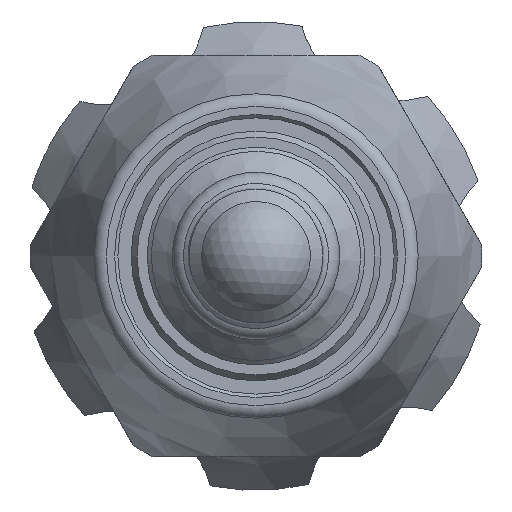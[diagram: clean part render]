
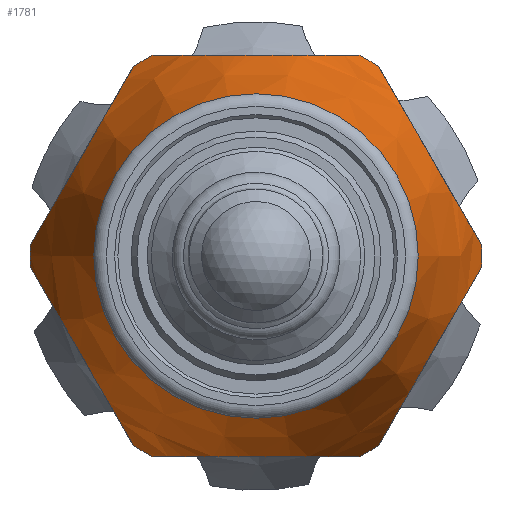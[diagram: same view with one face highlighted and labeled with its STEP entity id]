
A CAD part, front view. The second image highlights one B-rep face of the part: STEP entity #1781.
In plain terms, the highlighted conical face has half-angle 20 degrees and reference radius 11.492 mm.
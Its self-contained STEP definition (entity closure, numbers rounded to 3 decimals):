
#1042=CARTESIAN_POINT('',(6.151,15.148,-12.));
#1043=VERTEX_POINT('',#1042);
#1050=CARTESIAN_POINT('',(-6.151,15.148,-12.));
#1051=VERTEX_POINT('',#1050);
#1052=CARTESIAN_POINT('',(6.151,15.148,-12.));
#1053=CARTESIAN_POINT('',(0.,7.439,-12.));
#1054=CARTESIAN_POINT('',(-6.151,15.148,-12.));
#1062=(BOUNDED_CURVE()B_SPLINE_CURVE(2,(#1052,#1053,#1054),.UNSPECIFIED.,.F.,.U.)B_SPLINE_CURVE_WITH_KNOTS((3,3),(0.0,1.476),.UNSPECIFIED.)CURVE()GEOMETRIC_REPRESENTATION_ITEM()RATIONAL_B_SPLINE_CURVE((1.0,1.124,1.0))REPRESENTATION_ITEM(''));
#1063=EDGE_CURVE('',#1043,#1051,#1062,.T.);
#1536=CARTESIAN_POINT('',(13.468,15.148,-0.673));
#1537=VERTEX_POINT('',#1536);
#1544=CARTESIAN_POINT('',(7.317,15.148,-11.327));
#1545=VERTEX_POINT('',#1544);
#1546=CARTESIAN_POINT('',(13.468,15.148,-0.673));
#1547=CARTESIAN_POINT('',(10.392,7.439,-6.));
#1548=CARTESIAN_POINT('',(7.317,15.148,-11.327));
#1556=(BOUNDED_CURVE()B_SPLINE_CURVE(2,(#1546,#1547,#1548),.UNSPECIFIED.,.F.,.U.)B_SPLINE_CURVE_WITH_KNOTS((3,3),(0.0,1.476),.UNSPECIFIED.)CURVE()GEOMETRIC_REPRESENTATION_ITEM()RATIONAL_B_SPLINE_CURVE((1.0,1.124,1.0))REPRESENTATION_ITEM(''));
#1557=EDGE_CURVE('',#1537,#1545,#1556,.T.);
#1574=CARTESIAN_POINT('',(13.468,15.148,0.673));
#1575=VERTEX_POINT('',#1574);
#1582=CARTESIAN_POINT('',(0.,15.148,0.));
#1583=DIRECTION('',(0.0,-1.0,0.0));
#1584=DIRECTION('',(-1.0,0.0,0.0));
#1585=AXIS2_PLACEMENT_3D('',#1582,#1583,#1584);
#1586=CIRCLE('',#1585,13.485);
#1587=EDGE_CURVE('',#1537,#1575,#1586,.T.);
#1599=CARTESIAN_POINT('',(7.317,15.148,11.327));
#1600=VERTEX_POINT('',#1599);
#1607=CARTESIAN_POINT('',(7.317,15.148,11.327));
#1608=CARTESIAN_POINT('',(10.392,7.439,6.));
#1609=CARTESIAN_POINT('',(13.468,15.148,0.673));
#1617=(BOUNDED_CURVE()B_SPLINE_CURVE(2,(#1607,#1608,#1609),.UNSPECIFIED.,.F.,.U.)B_SPLINE_CURVE_WITH_KNOTS((3,3),(0.0,1.476),.UNSPECIFIED.)CURVE()GEOMETRIC_REPRESENTATION_ITEM()RATIONAL_B_SPLINE_CURVE((1.0,1.124,1.0))REPRESENTATION_ITEM(''));
#1618=EDGE_CURVE('',#1600,#1575,#1617,.T.);
#1630=CARTESIAN_POINT('',(6.151,15.148,12.));
#1631=VERTEX_POINT('',#1630);
#1638=CARTESIAN_POINT('',(0.,15.148,0.));
#1639=DIRECTION('',(0.0,-1.0,0.0));
#1640=DIRECTION('',(-1.0,0.0,0.0));
#1641=AXIS2_PLACEMENT_3D('',#1638,#1639,#1640);
#1642=CIRCLE('',#1641,13.485);
#1643=EDGE_CURVE('',#1600,#1631,#1642,.T.);
#1655=CARTESIAN_POINT('',(-6.151,15.148,12.));
#1656=VERTEX_POINT('',#1655);
#1663=CARTESIAN_POINT('',(-6.151,15.148,12.));
#1664=CARTESIAN_POINT('',(0.,7.439,12.));
#1665=CARTESIAN_POINT('',(6.151,15.148,12.));
#1673=(BOUNDED_CURVE()B_SPLINE_CURVE(2,(#1663,#1664,#1665),.UNSPECIFIED.,.F.,.U.)B_SPLINE_CURVE_WITH_KNOTS((3,3),(0.0,1.476),.UNSPECIFIED.)CURVE()GEOMETRIC_REPRESENTATION_ITEM()RATIONAL_B_SPLINE_CURVE((1.0,1.124,1.0))REPRESENTATION_ITEM(''));
#1674=EDGE_CURVE('',#1656,#1631,#1673,.T.);
#1688=CARTESIAN_POINT('',(-9.692,4.726,0.));
#1689=VERTEX_POINT('',#1688);
#1690=CARTESIAN_POINT('',(0.,4.726,0.));
#1691=DIRECTION('',(0.0,-1.0,0.0));
#1692=DIRECTION('',(1.0,0.0,0.0));
#1693=AXIS2_PLACEMENT_3D('',#1690,#1691,#1692);
#1694=CIRCLE('',#1693,9.692);
#1695=EDGE_CURVE('',#1689,#1689,#1694,.T.);
#1703=CARTESIAN_POINT('',(0.,9.674,0.));
#1704=DIRECTION('',(0.,1.0,0.));
#1705=DIRECTION('',(-1.0,0.0,0.0));
#1706=AXIS2_PLACEMENT_3D('',#1703,#1704,#1705);
#1707=CONICAL_SURFACE('',#1706,11.492,20.);
#1708=ORIENTED_EDGE('',*,*,#1674,.F.);
#1709=CARTESIAN_POINT('',(-7.317,15.148,11.327));
#1710=VERTEX_POINT('',#1709);
#1711=CARTESIAN_POINT('',(0.,15.148,0.));
#1712=DIRECTION('',(0.0,-1.0,0.0));
#1713=DIRECTION('',(-1.0,0.0,0.0));
#1714=AXIS2_PLACEMENT_3D('',#1711,#1712,#1713);
#1715=CIRCLE('',#1714,13.485);
#1716=EDGE_CURVE('',#1656,#1710,#1715,.T.);
#1717=ORIENTED_EDGE('',*,*,#1716,.T.);
#1718=CARTESIAN_POINT('',(-13.468,15.148,0.673));
#1719=VERTEX_POINT('',#1718);
#1720=CARTESIAN_POINT('',(-13.468,15.148,0.673));
#1721=CARTESIAN_POINT('',(-10.392,7.439,6.));
#1722=CARTESIAN_POINT('',(-7.317,15.148,11.327));
#1730=(BOUNDED_CURVE()B_SPLINE_CURVE(2,(#1720,#1721,#1722),.UNSPECIFIED.,.F.,.U.)B_SPLINE_CURVE_WITH_KNOTS((3,3),(0.0,1.476),.UNSPECIFIED.)CURVE()GEOMETRIC_REPRESENTATION_ITEM()RATIONAL_B_SPLINE_CURVE((1.0,1.124,1.0))REPRESENTATION_ITEM(''));
#1731=EDGE_CURVE('',#1719,#1710,#1730,.T.);
#1732=ORIENTED_EDGE('',*,*,#1731,.F.);
#1733=CARTESIAN_POINT('',(-13.468,15.148,-0.673));
#1734=VERTEX_POINT('',#1733);
#1735=CARTESIAN_POINT('',(0.,15.148,0.));
#1736=DIRECTION('',(0.0,-1.0,0.0));
#1737=DIRECTION('',(-1.0,0.0,0.0));
#1738=AXIS2_PLACEMENT_3D('',#1735,#1736,#1737);
#1739=CIRCLE('',#1738,13.485);
#1740=EDGE_CURVE('',#1719,#1734,#1739,.T.);
#1741=ORIENTED_EDGE('',*,*,#1740,.T.);
#1742=CARTESIAN_POINT('',(-7.317,15.148,-11.327));
#1743=VERTEX_POINT('',#1742);
#1744=CARTESIAN_POINT('',(-7.317,15.148,-11.327));
#1745=CARTESIAN_POINT('',(-10.392,7.439,-6.));
#1746=CARTESIAN_POINT('',(-13.468,15.148,-0.673));
#1754=(BOUNDED_CURVE()B_SPLINE_CURVE(2,(#1744,#1745,#1746),.UNSPECIFIED.,.F.,.U.)B_SPLINE_CURVE_WITH_KNOTS((3,3),(0.0,1.476),.UNSPECIFIED.)CURVE()GEOMETRIC_REPRESENTATION_ITEM()RATIONAL_B_SPLINE_CURVE((1.0,1.124,1.0))REPRESENTATION_ITEM(''));
#1755=EDGE_CURVE('',#1743,#1734,#1754,.T.);
#1756=ORIENTED_EDGE('',*,*,#1755,.F.);
#1757=CARTESIAN_POINT('',(0.,15.148,0.));
#1758=DIRECTION('',(0.0,-1.0,0.0));
#1759=DIRECTION('',(-1.0,0.0,0.0));
#1760=AXIS2_PLACEMENT_3D('',#1757,#1758,#1759);
#1761=CIRCLE('',#1760,13.485);
#1762=EDGE_CURVE('',#1743,#1051,#1761,.T.);
#1763=ORIENTED_EDGE('',*,*,#1762,.T.);
#1764=ORIENTED_EDGE('',*,*,#1063,.F.);
#1765=CARTESIAN_POINT('',(0.,15.148,0.));
#1766=DIRECTION('',(0.0,-1.0,0.0));
#1767=DIRECTION('',(-1.0,0.0,0.0));
#1768=AXIS2_PLACEMENT_3D('',#1765,#1766,#1767);
#1769=CIRCLE('',#1768,13.485);
#1770=EDGE_CURVE('',#1043,#1545,#1769,.T.);
#1771=ORIENTED_EDGE('',*,*,#1770,.T.);
#1772=ORIENTED_EDGE('',*,*,#1557,.F.);
#1773=ORIENTED_EDGE('',*,*,#1587,.T.);
#1774=ORIENTED_EDGE('',*,*,#1618,.F.);
#1775=ORIENTED_EDGE('',*,*,#1643,.T.);
#1776=EDGE_LOOP('',(#1708,#1717,#1732,#1741,#1756,#1763,#1764,#1771,#1772,#1773,#1774,#1775));
#1777=FACE_OUTER_BOUND('',#1776,.T.);
#1778=ORIENTED_EDGE('',*,*,#1695,.F.);
#1779=EDGE_LOOP('',(#1778));
#1780=FACE_BOUND('',#1779,.T.);
#1781=ADVANCED_FACE('',(#1777,#1780),#1707,.T.);
